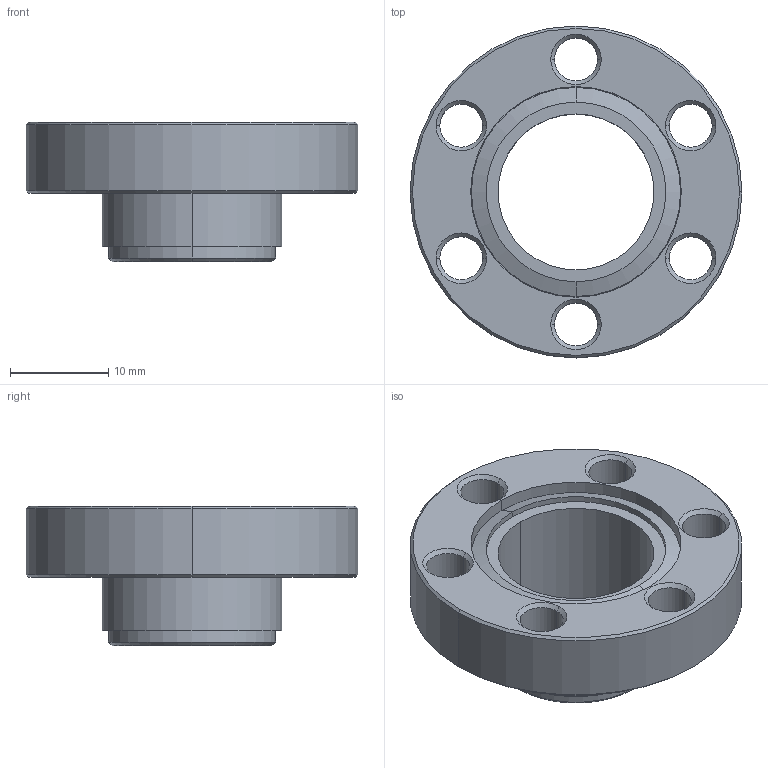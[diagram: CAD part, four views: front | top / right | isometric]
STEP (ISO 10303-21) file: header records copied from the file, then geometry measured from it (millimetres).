
FILE_DESCRIPTION((''),'2;1');
FILE_NAME('100004_ASM','2004-03-11T',('Rmunns'),(''),'PRO/ENGINEER BY PARAMETRIC TECHNOLOGY CORPORATION, 2001150','PRO/ENGINEER BY PARAMETRIC TECHNOLOGY CORPORATION, 2001150','');
FILE_SCHEMA(('CONFIG_CONTROL_DESIGN'));
Length unit declared in the file: inch
Products named in the file (3): 915000; MINI_INSERT; 100004_ASM
Assembly tree (2 placements, depth 2):
  100004_ASM
    915000
    MINI_INSERT
Bounding box: 33.78 x 33.78 x 14.2 mm (x, y, z)
Volume: 4514.9 mm3; surface area: 4535.7 mm2
Topology: 2 solids, 2 shells, 71 faces, 154 edges, 90 vertices
Faces by surface type: cone 36, cylinder 28, plane 7
Entity records: 2065 total; most frequent: DIRECTION 396, CARTESIAN_POINT 320, ORIENTED_EDGE 308, AXIS2_PLACEMENT_3D 166, EDGE_CURVE 154, VERTEX_POINT 90, EDGE_LOOP 90, CIRCLE 90
